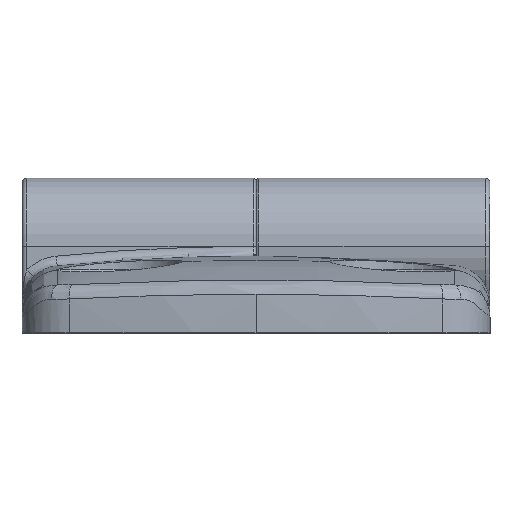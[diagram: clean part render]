
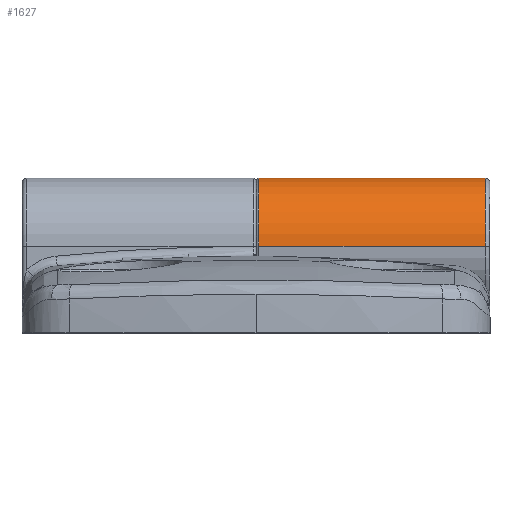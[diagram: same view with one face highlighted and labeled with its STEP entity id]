
A CAD part, top view. The second image highlights one B-rep face of the part: STEP entity #1627.
In plain terms, the highlighted cylindrical face has radius 7 mm (diameter 14 mm), a partial arc.
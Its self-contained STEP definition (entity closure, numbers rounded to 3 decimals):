
#55 = CIRCLE ( 'NONE', #1289, 7. ) ;
#97 = VERTEX_POINT ( 'NONE', #1524 ) ;
#110 = EDGE_LOOP ( 'NONE', ( #2920, #2933, #3120, #3142 ) ) ;
#162 = CYLINDRICAL_SURFACE ( 'NONE', #1956, 7. ) ;
#657 = VECTOR ( 'NONE', #997, 1000. ) ;
#663 = DIRECTION ( 'NONE',  ( -1., 0., 0. ) ) ;
#669 = CARTESIAN_POINT ( 'NONE',  ( 24., 8.9, 7. ) ) ;
#909 = DIRECTION ( 'NONE',  ( 0., 0., -1. ) ) ;
#917 = DIRECTION ( 'NONE',  ( 1., 0., 0. ) ) ;
#921 = CARTESIAN_POINT ( 'NONE',  ( 0.3, 8.9, 0. ) ) ;
#933 = DIRECTION ( 'NONE',  ( 0., 0., 1. ) ) ;
#937 = DIRECTION ( 'NONE',  ( -1., 0., 0. ) ) ;
#940 = CARTESIAN_POINT ( 'NONE',  ( 23.5, 8.9, 0. ) ) ;
#997 = DIRECTION ( 'NONE',  ( -1., 0., 0. ) ) ;
#1006 = CARTESIAN_POINT ( 'NONE',  ( 24., 8.9, -7. ) ) ;
#1026 = CARTESIAN_POINT ( 'NONE',  ( 23.5, 8.9, -7. ) ) ;
#1045 = VECTOR ( 'NONE', #663, 1000. ) ;
#1175 = VERTEX_POINT ( 'NONE', #1026 ) ;
#1283 = AXIS2_PLACEMENT_3D ( 'NONE', #921, #917, #909 ) ;
#1289 = AXIS2_PLACEMENT_3D ( 'NONE', #940, #937, #933 ) ;
#1524 = CARTESIAN_POINT ( 'NONE',  ( 0.3, 8.9, 7. ) ) ;
#1589 = LINE ( 'NONE', #1006, #657 ) ;
#1604 = FACE_OUTER_BOUND ( 'NONE', #110, .T. ) ;
#1627 = ADVANCED_FACE ( 'NONE', ( #1604 ), #162, .T. ) ;
#1699 = CARTESIAN_POINT ( 'NONE',  ( 23.5, 8.9, 7. ) ) ;
#1956 = AXIS2_PLACEMENT_3D ( 'NONE', #3273, #3258, #3281 ) ;
#2093 = CARTESIAN_POINT ( 'NONE',  ( 0.3, 8.9, -7. ) ) ;
#2767 = EDGE_CURVE ( 'NONE', #1175, #2850, #1589, .T. ) ;
#2798 = EDGE_CURVE ( 'NONE', #3189, #1175, #55, .T. ) ;
#2799 = EDGE_CURVE ( 'NONE', #2850, #97, #3133, .T. ) ;
#2850 = VERTEX_POINT ( 'NONE', #2093 ) ;
#2920 = ORIENTED_EDGE ( 'NONE', *, *, #3268, .F. ) ;
#2933 = ORIENTED_EDGE ( 'NONE', *, *, #2798, .T. ) ;
#3050 = LINE ( 'NONE', #669, #1045 ) ;
#3120 = ORIENTED_EDGE ( 'NONE', *, *, #2767, .T. ) ;
#3133 = CIRCLE ( 'NONE', #1283, 7. ) ;
#3142 = ORIENTED_EDGE ( 'NONE', *, *, #2799, .T. ) ;
#3189 = VERTEX_POINT ( 'NONE', #1699 ) ;
#3258 = DIRECTION ( 'NONE',  ( -1., 0., 0. ) ) ;
#3268 = EDGE_CURVE ( 'NONE', #3189, #97, #3050, .T. ) ;
#3273 = CARTESIAN_POINT ( 'NONE',  ( 24., 8.9, 0. ) ) ;
#3281 = DIRECTION ( 'NONE',  ( 0., 0., 1. ) ) ;
